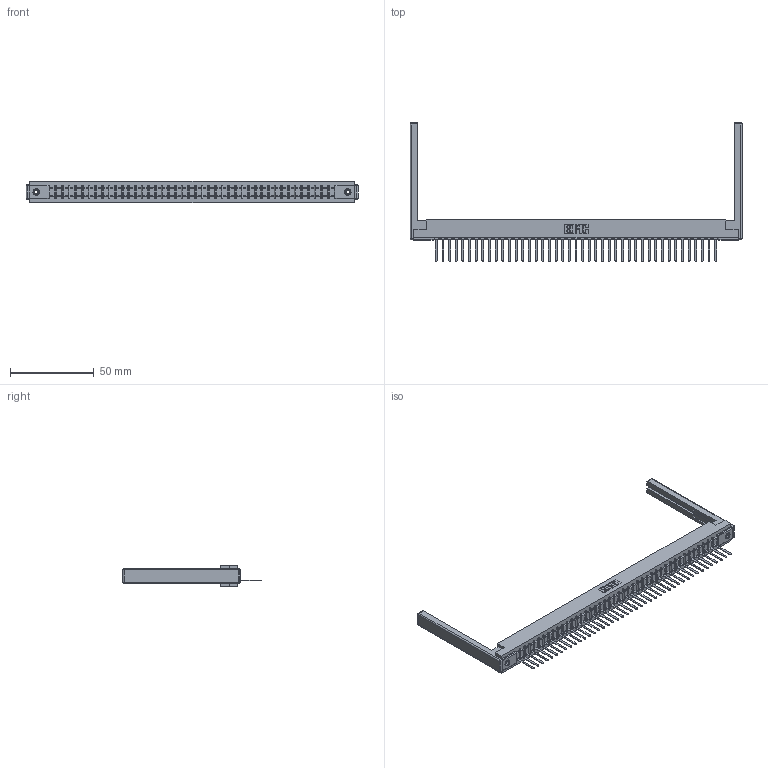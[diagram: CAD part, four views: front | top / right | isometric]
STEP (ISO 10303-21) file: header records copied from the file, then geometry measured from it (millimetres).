
FILE_DESCRIPTION (( 'STEP AP203' ), '1' );
FILE_NAME ('357-043-441-168.STEP', '2020-10-03T13:29:08', ( '' ), ( '' ), 'SwSTEP 2.0', 'SolidWorks 2020', '' );
FILE_SCHEMA (( 'CONFIG_CONTROL_DESIGN' ));
Length unit declared in the file: inch
Products named in the file (5): 357-043-441-168; 345-250-001_345-250-001-102; 307 Part_.156 Dia Mounting Holes; 307-220-068; 307-290-002_541
Assembly tree (48 placements, depth 2):
  357-043-441-168
    307 Part_.156 Dia Mounting Holes
    307-290-002_541  x43
    307-220-068  x2
    345-250-001_345-250-001-102  x2
Bounding box: 197.82 x 82.55 x 12.7 mm (x, y, z)
Volume: 25675.1 mm3; surface area: 31542.5 mm2
Topology: 48 solids, 48 shells, 3498 faces, 10689 edges, 6986 vertices
Faces by surface type: plane 2093, cylinder 1293, sphere 96, cone 12, torus 4
Entity records: 40217 total; most frequent: CARTESIAN_POINT 6749, ORIENTED_EDGE 6728, DIRECTION 6574, EDGE_CURVE 3364, VECTOR 2576, LINE 2576, VERTEX_POINT 2174, AXIS2_PLACEMENT_3D 1999
